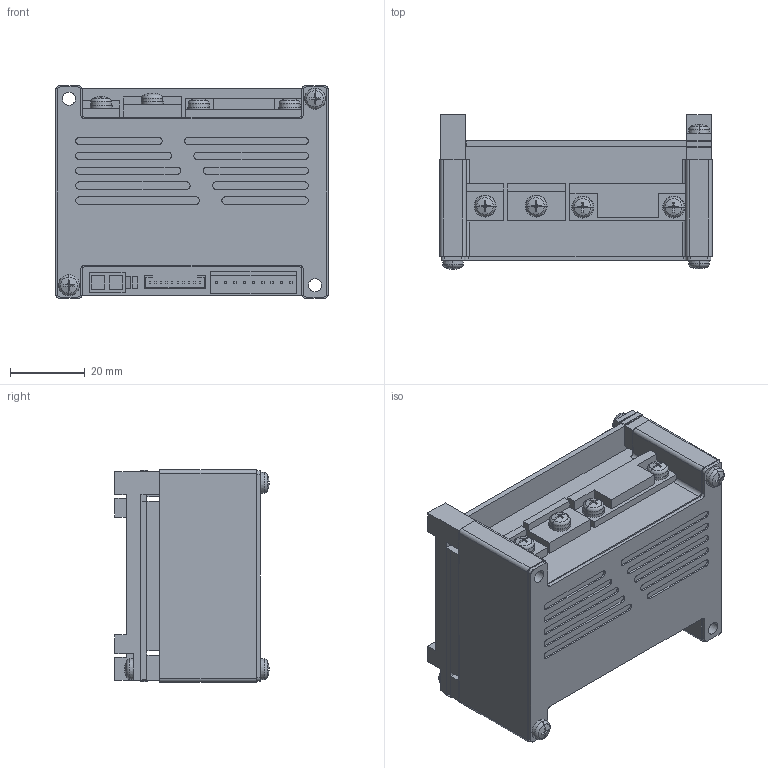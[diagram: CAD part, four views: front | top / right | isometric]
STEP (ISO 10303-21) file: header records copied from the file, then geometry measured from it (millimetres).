
FILE_DESCRIPTION(('starvars output'),'2;1');
FILE_NAME('pd3.stp','14:12:26 2014/09/11',( 'Thomas Industrial Network Germany GmbH'),( 'Thomas Industrial Network Germany GmbH'),'unknown preprocess','ACIS' ,'unknown authorization');
FILE_SCHEMA(('AUTOMOTIVE_DESIGN_CC2 {UNKNOWN IMPLEMENTATION LEVEL}'));
Length unit declared in the file: millimetre
Products named in the file (5): PRODUCT_ID_14; PRODUCT_ID_15; PRODUCT_ID_16; PRODUCT_ID_17; PRODUCT_ID_18
Bounding box: 73 x 41.38 x 57 mm (x, y, z)
Volume: 107825.4 mm3; surface area: 23340.7 mm2
Topology: 9 solids, 9 shells, 649 faces, 1597 edges, 1000 vertices
Faces by surface type: plane 418, cylinder 125, cone 74, bspline 16, torus 16
Entity records: 23543 total; most frequent: CARTESIAN_POINT 3972, ORIENTED_EDGE 3186, DIRECTION 2474, EDGE_CURVE 1593, VECTOR 1022, LINE 1022, VERTEX_POINT 1000, AXIS2_PLACEMENT_3D 726
